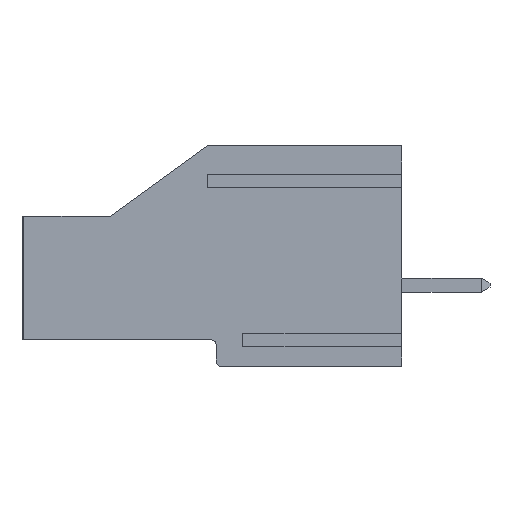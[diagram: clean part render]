
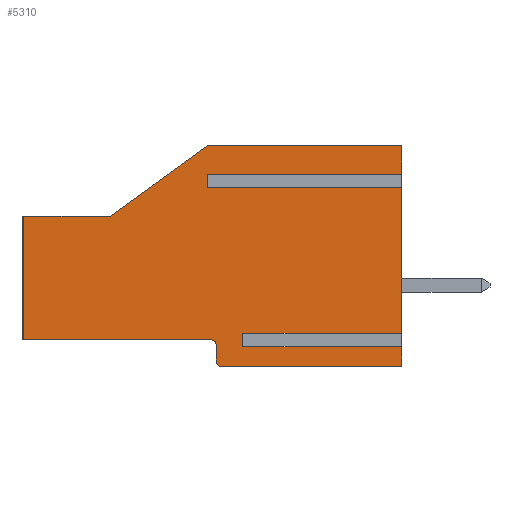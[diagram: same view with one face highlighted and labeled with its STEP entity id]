
A CAD part, left-side view. The second image highlights one B-rep face of the part: STEP entity #5310.
In plain terms, the highlighted planar face has unit normal (-1, 0, 0).
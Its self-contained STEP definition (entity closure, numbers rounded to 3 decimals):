
#9 = LINE ( 'NONE', #5736, #3588 ) ;
#28 = CARTESIAN_POINT ( 'NONE',  ( 0., 9., -3.475 ) ) ;
#46 = DIRECTION ( 'NONE',  ( -1., 0., 0. ) ) ;
#89 = VERTEX_POINT ( 'NONE', #1588 ) ;
#124 = EDGE_LOOP ( 'NONE', ( #2412, #4292, #3338, #4901, #1993, #5751, #2743, #3233, #3520, #2860, #3605, #5906, #3472, #3314, #5864, #4794, #3278, #1026 ) ) ;
#388 = VERTEX_POINT ( 'NONE', #605 ) ;
#432 = CARTESIAN_POINT ( 'NONE',  ( 0., 9., -3.475 ) ) ;
#471 = CARTESIAN_POINT ( 'NONE',  ( 0., 10.2, -4.6 ) ) ;
#511 = VERTEX_POINT ( 'NONE', #2346 ) ;
#527 = CARTESIAN_POINT ( 'NONE',  ( 0., 0., 7.9 ) ) ;
#600 = DIRECTION ( 'NONE',  ( 0., 0., -1. ) ) ;
#601 = CARTESIAN_POINT ( 'NONE',  ( 0., 11., 6.275 ) ) ;
#605 = CARTESIAN_POINT ( 'NONE',  ( 0., 21.4, -3.1 ) ) ;
#625 = VERTEX_POINT ( 'NONE', #2090 ) ;
#737 = DIRECTION ( 'NONE',  ( 0., 0., 1. ) ) ;
#743 = CARTESIAN_POINT ( 'NONE',  ( 0., 0., 7.9 ) ) ;
#758 = CARTESIAN_POINT ( 'NONE',  ( 0., 11., 5.525 ) ) ;
#829 = CARTESIAN_POINT ( 'NONE',  ( 0., 0., 6.275 ) ) ;
#856 = VECTOR ( 'NONE', #1153, 1000. ) ;
#960 = CARTESIAN_POINT ( 'NONE',  ( 0., 0., 7.9 ) ) ;
#977 = LINE ( 'NONE', #5304, #5695 ) ;
#986 = DIRECTION ( 'NONE',  ( 0., 0., -1. ) ) ;
#988 = EDGE_CURVE ( 'NONE', #5557, #3057, #1451, .T. ) ;
#1008 = CARTESIAN_POINT ( 'NONE',  ( 0., 9., -2.725 ) ) ;
#1016 = EDGE_CURVE ( 'NONE', #4315, #3509, #2894, .T. ) ;
#1026 = ORIENTED_EDGE ( 'NONE', *, *, #1114, .T. ) ;
#1028 = VECTOR ( 'NONE', #5024, 1000. ) ;
#1039 = CARTESIAN_POINT ( 'NONE',  ( 0., 0., 7.9 ) ) ;
#1044 = CARTESIAN_POINT ( 'NONE',  ( 0., 0., -2.725 ) ) ;
#1114 = EDGE_CURVE ( 'NONE', #3385, #5790, #5160, .T. ) ;
#1140 = DIRECTION ( 'NONE',  ( 1., 0., 0. ) ) ;
#1149 = EDGE_CURVE ( 'NONE', #511, #3220, #3434, .T. ) ;
#1153 = DIRECTION ( 'NONE',  ( 0., 0., -1. ) ) ;
#1179 = LINE ( 'NONE', #3655, #1028 ) ;
#1204 = CARTESIAN_POINT ( 'NONE',  ( 0., 21.5, 3.9 ) ) ;
#1231 = PLANE ( 'NONE',  #3452 ) ;
#1301 = EDGE_CURVE ( 'NONE', #6083, #5557, #2888, .T. ) ;
#1344 = CARTESIAN_POINT ( 'NONE',  ( 0., 10.5, -4.3 ) ) ;
#1352 = CARTESIAN_POINT ( 'NONE',  ( 0., 10.8, -3.1 ) ) ;
#1451 = LINE ( 'NONE', #1825, #1559 ) ;
#1463 = VECTOR ( 'NONE', #3377, 1000. ) ;
#1480 = VECTOR ( 'NONE', #737, 1000. ) ;
#1559 = VECTOR ( 'NONE', #3742, 1000. ) ;
#1588 = CARTESIAN_POINT ( 'NONE',  ( 0., 11., 5.525 ) ) ;
#1593 = VERTEX_POINT ( 'NONE', #829 ) ;
#1666 = EDGE_CURVE ( 'NONE', #3057, #4315, #2953, .T. ) ;
#1740 = VECTOR ( 'NONE', #4575, 1000. ) ;
#1825 = CARTESIAN_POINT ( 'NONE',  ( 0., 9., -3.475 ) ) ;
#1915 = CARTESIAN_POINT ( 'NONE',  ( 0., 0., -4.6 ) ) ;
#1924 = CARTESIAN_POINT ( 'NONE',  ( 0., 11., 7.9 ) ) ;
#1938 = LINE ( 'NONE', #1008, #5960 ) ;
#1993 = ORIENTED_EDGE ( 'NONE', *, *, #988, .F. ) ;
#2049 = LINE ( 'NONE', #4004, #2377 ) ;
#2090 = CARTESIAN_POINT ( 'NONE',  ( 0., 21.4, 3.9 ) ) ;
#2154 = VECTOR ( 'NONE', #5341, 1000. ) ;
#2190 = DIRECTION ( 'NONE',  ( 1., 0., 0. ) ) ;
#2216 = VECTOR ( 'NONE', #6209, 1000. ) ;
#2297 = CARTESIAN_POINT ( 'NONE',  ( 0., 0., -4.6 ) ) ;
#2336 = VECTOR ( 'NONE', #5870, 1000. ) ;
#2346 = CARTESIAN_POINT ( 'NONE',  ( 0., 16.5, 3.9 ) ) ;
#2377 = VECTOR ( 'NONE', #3064, 1000. ) ;
#2412 = ORIENTED_EDGE ( 'NONE', *, *, #3319, .F. ) ;
#2445 = DIRECTION ( 'NONE',  ( 0., 1., 0. ) ) ;
#2462 = VERTEX_POINT ( 'NONE', #601 ) ;
#2502 = CARTESIAN_POINT ( 'NONE',  ( 0., 10.2, -4.3 ) ) ;
#2545 = CARTESIAN_POINT ( 'NONE',  ( 0., 10.8, -3.4 ) ) ;
#2585 = EDGE_CURVE ( 'NONE', #89, #4911, #5044, .T. ) ;
#2605 = FACE_OUTER_BOUND ( 'NONE', #124, .T. ) ;
#2640 = CARTESIAN_POINT ( 'NONE',  ( 0., 0., 5.525 ) ) ;
#2714 = EDGE_CURVE ( 'NONE', #3220, #3813, #977, .T. ) ;
#2743 = ORIENTED_EDGE ( 'NONE', *, *, #5565, .F. ) ;
#2860 = ORIENTED_EDGE ( 'NONE', *, *, #5871, .F. ) ;
#2866 = VECTOR ( 'NONE', #5528, 1000. ) ;
#2888 = LINE ( 'NONE', #432, #5477 ) ;
#2894 = LINE ( 'NONE', #2297, #1463 ) ;
#2953 = LINE ( 'NONE', #527, #4356 ) ;
#2964 = AXIS2_PLACEMENT_3D ( 'NONE', #2545, #1140, #4457 ) ;
#2971 = EDGE_CURVE ( 'NONE', #625, #388, #2049, .T. ) ;
#3057 = VERTEX_POINT ( 'NONE', #5006 ) ;
#3064 = DIRECTION ( 'NONE',  ( 0., 0., -1. ) ) ;
#3220 = VERTEX_POINT ( 'NONE', #1924 ) ;
#3233 = ORIENTED_EDGE ( 'NONE', *, *, #4002, .F. ) ;
#3248 = DIRECTION ( 'NONE',  ( 0., 1., 0. ) ) ;
#3278 = ORIENTED_EDGE ( 'NONE', *, *, #4107, .F. ) ;
#3314 = ORIENTED_EDGE ( 'NONE', *, *, #1149, .F. ) ;
#3319 = EDGE_CURVE ( 'NONE', #4498, #5790, #4518, .T. ) ;
#3338 = ORIENTED_EDGE ( 'NONE', *, *, #1016, .F. ) ;
#3377 = DIRECTION ( 'NONE',  ( 0., 1., 0. ) ) ;
#3385 = VERTEX_POINT ( 'NONE', #1352 ) ;
#3434 = LINE ( 'NONE', #4834, #2154 ) ;
#3452 = AXIS2_PLACEMENT_3D ( 'NONE', #6006, #2190, #5469 ) ;
#3472 = ORIENTED_EDGE ( 'NONE', *, *, #2714, .F. ) ;
#3509 = VERTEX_POINT ( 'NONE', #471 ) ;
#3520 = ORIENTED_EDGE ( 'NONE', *, *, #2585, .F. ) ;
#3588 = VECTOR ( 'NONE', #3248, 1000. ) ;
#3605 = ORIENTED_EDGE ( 'NONE', *, *, #4742, .F. ) ;
#3655 = CARTESIAN_POINT ( 'NONE',  ( 0., 10.5, -3.1 ) ) ;
#3742 = DIRECTION ( 'NONE',  ( 0., -1., 0. ) ) ;
#3748 = CARTESIAN_POINT ( 'NONE',  ( 0., 9., -2.725 ) ) ;
#3810 = EDGE_CURVE ( 'NONE', #4498, #3509, #5126, .T. ) ;
#3813 = VERTEX_POINT ( 'NONE', #743 ) ;
#3926 = AXIS2_PLACEMENT_3D ( 'NONE', #2502, #46, #4406 ) ;
#3949 = LINE ( 'NONE', #1039, #2336 ) ;
#4002 = EDGE_CURVE ( 'NONE', #4911, #4286, #4645, .T. ) ;
#4004 = CARTESIAN_POINT ( 'NONE',  ( 0., 21.4, 0. ) ) ;
#4107 = EDGE_CURVE ( 'NONE', #3385, #388, #1179, .T. ) ;
#4286 = VERTEX_POINT ( 'NONE', #1044 ) ;
#4292 = ORIENTED_EDGE ( 'NONE', *, *, #3810, .T. ) ;
#4315 = VERTEX_POINT ( 'NONE', #1915 ) ;
#4356 = VECTOR ( 'NONE', #600, 1000. ) ;
#4406 = DIRECTION ( 'NONE',  ( 0., 0., -1. ) ) ;
#4457 = DIRECTION ( 'NONE',  ( 0., 0., -1. ) ) ;
#4497 = LINE ( 'NONE', #4939, #856 ) ;
#4498 = VERTEX_POINT ( 'NONE', #1344 ) ;
#4518 = LINE ( 'NONE', #5025, #1480 ) ;
#4575 = DIRECTION ( 'NONE',  ( 0., -1., 0. ) ) ;
#4645 = LINE ( 'NONE', #960, #2216 ) ;
#4742 = EDGE_CURVE ( 'NONE', #1593, #2462, #9, .T. ) ;
#4794 = ORIENTED_EDGE ( 'NONE', *, *, #2971, .T. ) ;
#4834 = CARTESIAN_POINT ( 'NONE',  ( 0., 16.5, 3.9 ) ) ;
#4901 = ORIENTED_EDGE ( 'NONE', *, *, #1666, .F. ) ;
#4911 = VERTEX_POINT ( 'NONE', #2640 ) ;
#4939 = CARTESIAN_POINT ( 'NONE',  ( 0., 11., 5.525 ) ) ;
#5006 = CARTESIAN_POINT ( 'NONE',  ( 0., 0., -3.475 ) ) ;
#5024 = DIRECTION ( 'NONE',  ( 0., 1., 0. ) ) ;
#5025 = CARTESIAN_POINT ( 'NONE',  ( 0., 10.5, -4.6 ) ) ;
#5044 = LINE ( 'NONE', #758, #2866 ) ;
#5126 = CIRCLE ( 'NONE', #3926, 0.3 ) ;
#5160 = CIRCLE ( 'NONE', #2964, 0.3 ) ;
#5301 = CARTESIAN_POINT ( 'NONE',  ( 0., 10.5, -3.4 ) ) ;
#5304 = CARTESIAN_POINT ( 'NONE',  ( 0., 11., 7.9 ) ) ;
#5310 = ADVANCED_FACE ( 'NONE', ( #2605 ), #1231, .F. ) ;
#5326 = EDGE_CURVE ( 'NONE', #625, #511, #5531, .T. ) ;
#5341 = DIRECTION ( 'NONE',  ( 0., -0.809, 0.588 ) ) ;
#5399 = DIRECTION ( 'NONE',  ( 0., -1., 0. ) ) ;
#5469 = DIRECTION ( 'NONE',  ( 0., 0., -1. ) ) ;
#5477 = VECTOR ( 'NONE', #986, 1000. ) ;
#5507 = EDGE_CURVE ( 'NONE', #3813, #1593, #3949, .T. ) ;
#5528 = DIRECTION ( 'NONE',  ( 0., -1., 0. ) ) ;
#5531 = LINE ( 'NONE', #1204, #1740 ) ;
#5557 = VERTEX_POINT ( 'NONE', #28 ) ;
#5565 = EDGE_CURVE ( 'NONE', #4286, #6083, #1938, .T. ) ;
#5695 = VECTOR ( 'NONE', #5399, 1000. ) ;
#5736 = CARTESIAN_POINT ( 'NONE',  ( 0., 11., 6.275 ) ) ;
#5751 = ORIENTED_EDGE ( 'NONE', *, *, #1301, .F. ) ;
#5790 = VERTEX_POINT ( 'NONE', #5301 ) ;
#5864 = ORIENTED_EDGE ( 'NONE', *, *, #5326, .F. ) ;
#5870 = DIRECTION ( 'NONE',  ( 0., 0., -1. ) ) ;
#5871 = EDGE_CURVE ( 'NONE', #2462, #89, #4497, .T. ) ;
#5906 = ORIENTED_EDGE ( 'NONE', *, *, #5507, .F. ) ;
#5960 = VECTOR ( 'NONE', #2445, 1000. ) ;
#6006 = CARTESIAN_POINT ( 'NONE',  ( 0., 0., 0. ) ) ;
#6083 = VERTEX_POINT ( 'NONE', #3748 ) ;
#6209 = DIRECTION ( 'NONE',  ( 0., 0., -1. ) ) ;
